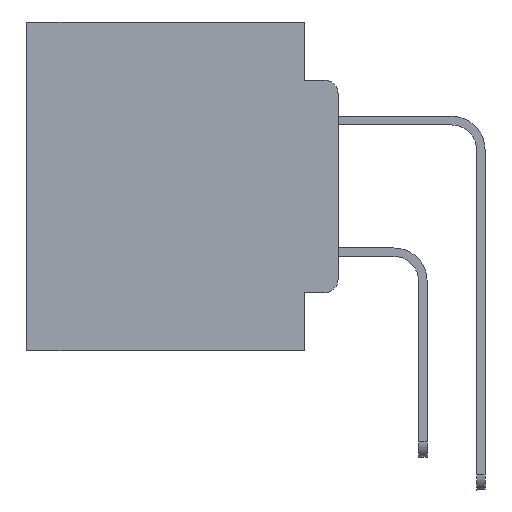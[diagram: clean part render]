
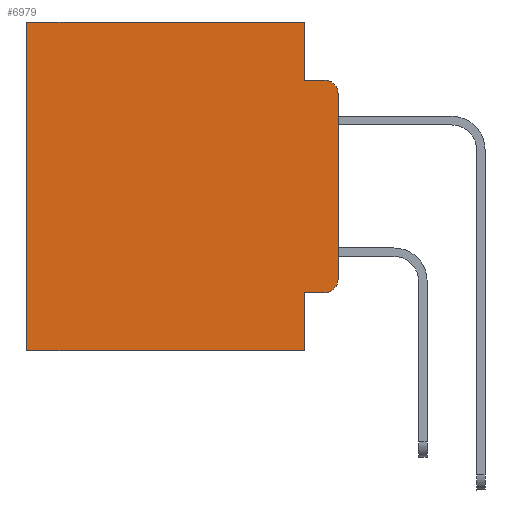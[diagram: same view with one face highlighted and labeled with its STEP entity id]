
A CAD part, left-side view. The second image highlights one B-rep face of the part: STEP entity #6979.
In plain terms, the highlighted planar face has unit normal (-1, 0, 0).
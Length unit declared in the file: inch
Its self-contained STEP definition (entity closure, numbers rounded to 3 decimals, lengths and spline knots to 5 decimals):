
#313 = VERTEX_POINT ( 'NONE', #821 ) ;
#809 = EDGE_CURVE ( 'NONE', #23030, #9880, #3330, .T. ) ;
#821 = CARTESIAN_POINT ( 'NONE',  ( 0.298, 0., -0.1085 ) ) ;
#1042 = DIRECTION ( 'NONE',  ( 0., -1., 0. ) ) ;
#1133 = EDGE_CURVE ( 'NONE', #22219, #13312, #9683, .T. ) ;
#1155 = ORIENTED_EDGE ( 'NONE', *, *, #8421, .T. ) ;
#1247 = CARTESIAN_POINT ( 'NONE',  ( 0.298, 0.051, 0. ) ) ;
#1802 = CARTESIAN_POINT ( 'NONE',  ( 0.298, 0.02, -0.1085 ) ) ;
#2015 = VECTOR ( 'NONE', #7034, 39.37008 ) ;
#2033 = VERTEX_POINT ( 'NONE', #14085 ) ;
#2784 = DIRECTION ( 'NONE',  ( -1., 0., 0. ) ) ;
#2902 = LINE ( 'NONE', #18200, #2015 ) ;
#3032 = VECTOR ( 'NONE', #18111, 39.37008 ) ;
#3330 = LINE ( 'NONE', #17295, #22665 ) ;
#3746 = ORIENTED_EDGE ( 'NONE', *, *, #809, .F. ) ;
#3848 = VERTEX_POINT ( 'NONE', #22877 ) ;
#3942 = DIRECTION ( 'NONE',  ( 1., 0., 0. ) ) ;
#4244 = LINE ( 'NONE', #28892, #17364 ) ;
#4680 = DIRECTION ( 'NONE',  ( 0., 0., -1. ) ) ;
#5138 = LINE ( 'NONE', #25326, #22588 ) ;
#5754 = ORIENTED_EDGE ( 'NONE', *, *, #15756, .F. ) ;
#5823 = EDGE_CURVE ( 'NONE', #313, #9880, #25866, .T. ) ;
#6430 = AXIS2_PLACEMENT_3D ( 'NONE', #1802, #10882, #19936 ) ;
#6847 = LINE ( 'NONE', #25120, #21563 ) ;
#6979 = ADVANCED_FACE ( 'NONE', ( #28718 ), #24411, .F. ) ;
#7034 = DIRECTION ( 'NONE',  ( 0., 1., 0. ) ) ;
#7150 = CARTESIAN_POINT ( 'NONE',  ( 0.298, 0.051, -0.4115 ) ) ;
#7174 = AXIS2_PLACEMENT_3D ( 'NONE', #13456, #3942, #8824 ) ;
#7717 = ORIENTED_EDGE ( 'NONE', *, *, #23140, .F. ) ;
#8323 = CARTESIAN_POINT ( 'NONE',  ( 0.298, 0., -0.3915 ) ) ;
#8421 = EDGE_CURVE ( 'NONE', #13312, #21098, #13560, .T. ) ;
#8824 = DIRECTION ( 'NONE',  ( 0., 0., -1. ) ) ;
#9133 = EDGE_LOOP ( 'NONE', ( #7717, #11509, #3746, #5754, #12939, #23039, #24316, #23572, #9400, #1155 ) ) ;
#9400 = ORIENTED_EDGE ( 'NONE', *, *, #1133, .T. ) ;
#9683 = LINE ( 'NONE', #18740, #27443 ) ;
#9880 = VERTEX_POINT ( 'NONE', #14809 ) ;
#10194 = EDGE_CURVE ( 'NONE', #27863, #21914, #2902, .T. ) ;
#10710 = CARTESIAN_POINT ( 'NONE',  ( 0.298, 0.02, -0.4115 ) ) ;
#10882 = DIRECTION ( 'NONE',  ( -1., 0., 0. ) ) ;
#11509 = ORIENTED_EDGE ( 'NONE', *, *, #5823, .T. ) ;
#11704 = DIRECTION ( 'NONE',  ( 0., 1., 0. ) ) ;
#12939 = ORIENTED_EDGE ( 'NONE', *, *, #10194, .T. ) ;
#12977 = EDGE_CURVE ( 'NONE', #22219, #3848, #4244, .T. ) ;
#13312 = VERTEX_POINT ( 'NONE', #10710 ) ;
#13456 = CARTESIAN_POINT ( 'NONE',  ( 0.298, 0., 0. ) ) ;
#13560 = CIRCLE ( 'NONE', #20638, 0.02 ) ;
#14027 = EDGE_CURVE ( 'NONE', #3848, #2033, #5138, .T. ) ;
#14085 = CARTESIAN_POINT ( 'NONE',  ( 0.298, 0.473, -0.5 ) ) ;
#14809 = CARTESIAN_POINT ( 'NONE',  ( 0.298, 0.02, -0.0885 ) ) ;
#15756 = EDGE_CURVE ( 'NONE', #27863, #23030, #25010, .T. ) ;
#16016 = DIRECTION ( 'NONE',  ( 0., 0., -1. ) ) ;
#17295 = CARTESIAN_POINT ( 'NONE',  ( 0.298, 0.051, -0.0885 ) ) ;
#17364 = VECTOR ( 'NONE', #21905, 39.37008 ) ;
#18111 = DIRECTION ( 'NONE',  ( 0., 0., -1. ) ) ;
#18200 = CARTESIAN_POINT ( 'NONE',  ( 0.298, 0., 0. ) ) ;
#18693 = CARTESIAN_POINT ( 'NONE',  ( 0.298, 0., 0. ) ) ;
#18740 = CARTESIAN_POINT ( 'NONE',  ( 0.298, 0.051, -0.4115 ) ) ;
#19936 = DIRECTION ( 'NONE',  ( 0., 0., -1. ) ) ;
#20573 = CARTESIAN_POINT ( 'NONE',  ( 0.298, 0.051, 0. ) ) ;
#20638 = AXIS2_PLACEMENT_3D ( 'NONE', #20741, #2784, #16016 ) ;
#20741 = CARTESIAN_POINT ( 'NONE',  ( 0.298, 0.02, -0.3915 ) ) ;
#20907 = LINE ( 'NONE', #18693, #3032 ) ;
#21098 = VERTEX_POINT ( 'NONE', #8323 ) ;
#21563 = VECTOR ( 'NONE', #22176, 39.37008 ) ;
#21905 = DIRECTION ( 'NONE',  ( 0., 0., -1. ) ) ;
#21914 = VERTEX_POINT ( 'NONE', #24254 ) ;
#22176 = DIRECTION ( 'NONE',  ( 0., 0., -1. ) ) ;
#22219 = VERTEX_POINT ( 'NONE', #7150 ) ;
#22588 = VECTOR ( 'NONE', #11704, 39.37008 ) ;
#22665 = VECTOR ( 'NONE', #24685, 39.37008 ) ;
#22877 = CARTESIAN_POINT ( 'NONE',  ( 0.298, 0.051, -0.5 ) ) ;
#23030 = VERTEX_POINT ( 'NONE', #24332 ) ;
#23039 = ORIENTED_EDGE ( 'NONE', *, *, #24989, .T. ) ;
#23140 = EDGE_CURVE ( 'NONE', #313, #21098, #20907, .T. ) ;
#23572 = ORIENTED_EDGE ( 'NONE', *, *, #12977, .F. ) ;
#23614 = VECTOR ( 'NONE', #4680, 39.37008 ) ;
#24254 = CARTESIAN_POINT ( 'NONE',  ( 0.298, 0.473, 0. ) ) ;
#24316 = ORIENTED_EDGE ( 'NONE', *, *, #14027, .F. ) ;
#24332 = CARTESIAN_POINT ( 'NONE',  ( 0.298, 0.051, -0.0885 ) ) ;
#24411 = PLANE ( 'NONE',  #7174 ) ;
#24685 = DIRECTION ( 'NONE',  ( 0., -1., 0. ) ) ;
#24989 = EDGE_CURVE ( 'NONE', #21914, #2033, #6847, .T. ) ;
#25010 = LINE ( 'NONE', #20573, #23614 ) ;
#25120 = CARTESIAN_POINT ( 'NONE',  ( 0.298, 0.473, 0. ) ) ;
#25326 = CARTESIAN_POINT ( 'NONE',  ( 0.298, 0., -0.5 ) ) ;
#25866 = CIRCLE ( 'NONE', #6430, 0.02 ) ;
#27443 = VECTOR ( 'NONE', #1042, 39.37008 ) ;
#27863 = VERTEX_POINT ( 'NONE', #1247 ) ;
#28718 = FACE_OUTER_BOUND ( 'NONE', #9133, .T. ) ;
#28892 = CARTESIAN_POINT ( 'NONE',  ( 0.298, 0.051, 0. ) ) ;
